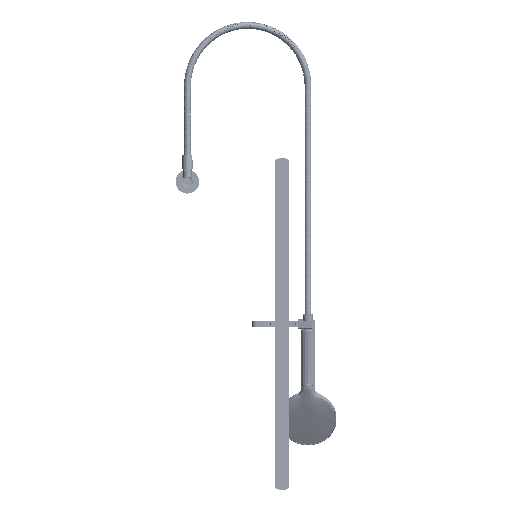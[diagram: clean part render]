
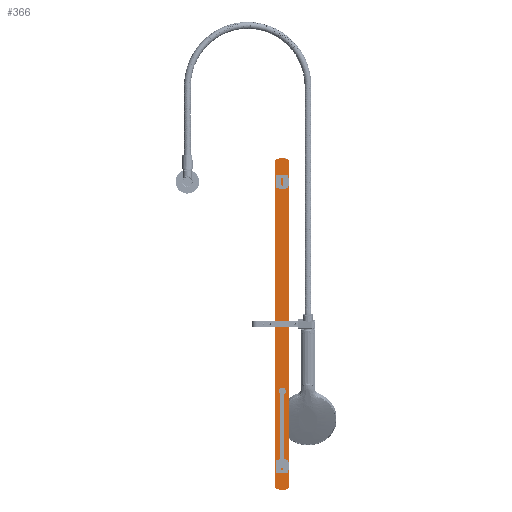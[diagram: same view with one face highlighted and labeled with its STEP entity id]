
A CAD part, front view. The second image highlights one B-rep face of the part: STEP entity #366.
In plain terms, the highlighted planar face has unit normal (0, -1, 0).
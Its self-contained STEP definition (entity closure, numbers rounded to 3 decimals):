
#1=CARTESIAN_POINT('',(0.,-5.,-300.));
#2=DIRECTION('',(0.,-1.,0.));
#3=DIRECTION('',(-1.,0.,0.));
#4=AXIS2_PLACEMENT_3D('',#1,#2,#3);
#6=DIRECTION('',(0.,0.,1.));
#7=VECTOR('',#6,152.256);
#8=CARTESIAN_POINT('',(4.,-5.,-300.));
#9=LINE('',#8,#7);
#10=CARTESIAN_POINT('',(0.,-5.,-141.4));
#11=DIRECTION('',(0.,-1.,0.));
#12=DIRECTION('',(0.533,0.,-0.846));
#13=AXIS2_PLACEMENT_3D('',#10,#11,#12);
#15=DIRECTION('',(0.,0.,-1.));
#16=VECTOR('',#15,152.256);
#17=CARTESIAN_POINT('',(-4.,-5.,-147.744));
#18=LINE('',#17,#16);
#19=DIRECTION('',(0.,0.,-1.));
#20=VECTOR('',#19,691.156);
#21=CARTESIAN_POINT('',(-14.8,-5.,345.567));
#22=LINE('',#21,#20);
#23=DIRECTION('',(0.,0.,1.));
#24=VECTOR('',#23,691.157);
#25=CARTESIAN_POINT('',(14.8,-5.,-345.587));
#26=LINE('',#25,#24);
#130=CARTESIAN_POINT('',(0.,-5.,-321.687));
#131=DIRECTION('',(0.,-1.,0.));
#132=DIRECTION('',(-0.526,0.,-0.85));
#133=AXIS2_PLACEMENT_3D('',#130,#131,#132);
#186=CARTESIAN_POINT('',(0.,-5.,321.798));
#187=DIRECTION('',(0.,-1.,0.));
#188=DIRECTION('',(0.528,0.,0.849));
#189=AXIS2_PLACEMENT_3D('',#186,#187,#188);
#285=CARTESIAN_POINT('',(-4.,-5.,-300.));
#286=CARTESIAN_POINT('',(4.,-5.,-300.));
#287=VERTEX_POINT('',#285);
#288=VERTEX_POINT('',#286);
#289=CARTESIAN_POINT('',(4.,-5.,-147.744));
#290=VERTEX_POINT('',#289);
#291=CARTESIAN_POINT('',(-4.,-5.,-147.744));
#292=VERTEX_POINT('',#291);
#293=CARTESIAN_POINT('',(-14.8,-5.,345.567));
#294=CARTESIAN_POINT('',(-14.8,-5.,-345.589));
#295=VERTEX_POINT('',#293);
#296=VERTEX_POINT('',#294);
#305=CARTESIAN_POINT('',(14.8,-5.,-345.587));
#306=CARTESIAN_POINT('',(14.8,-5.,345.57));
#307=VERTEX_POINT('',#305);
#308=VERTEX_POINT('',#306);
#341=CARTESIAN_POINT('',(0.,-5.,0.));
#342=DIRECTION('',(0.,1.,0.));
#343=DIRECTION('',(1.,0.,0.));
#344=AXIS2_PLACEMENT_3D('',#341,#342,#343);
#345=PLANE('',#344);
#347=ORIENTED_EDGE('',*,*,#346,.F.);
#349=ORIENTED_EDGE('',*,*,#348,.F.);
#351=ORIENTED_EDGE('',*,*,#350,.F.);
#353=ORIENTED_EDGE('',*,*,#352,.F.);
#354=EDGE_LOOP('',(#347,#349,#351,#353));
#355=FACE_OUTER_BOUND('',#354,.F.);
#357=ORIENTED_EDGE('',*,*,#356,.T.);
#359=ORIENTED_EDGE('',*,*,#358,.T.);
#361=ORIENTED_EDGE('',*,*,#360,.T.);
#363=ORIENTED_EDGE('',*,*,#362,.T.);
#364=EDGE_LOOP('',(#357,#359,#361,#363));
#365=FACE_BOUND('',#364,.F.);
#366=ADVANCED_FACE('',(#355,#365),#345,.F.);
#5=CIRCLE('',#4,4.);
#14=CIRCLE('',#13,7.5);
#134=CIRCLE('',#133,28.113);
#190=CIRCLE('',#189,28.002);
#346=EDGE_CURVE('',#295,#296,#22,.T.);
#348=EDGE_CURVE('',#308,#295,#190,.T.);
#350=EDGE_CURVE('',#307,#308,#26,.T.);
#352=EDGE_CURVE('',#296,#307,#134,.T.);
#356=EDGE_CURVE('',#287,#288,#5,.T.);
#358=EDGE_CURVE('',#288,#290,#9,.T.);
#360=EDGE_CURVE('',#290,#292,#14,.T.);
#362=EDGE_CURVE('',#292,#287,#18,.T.);
